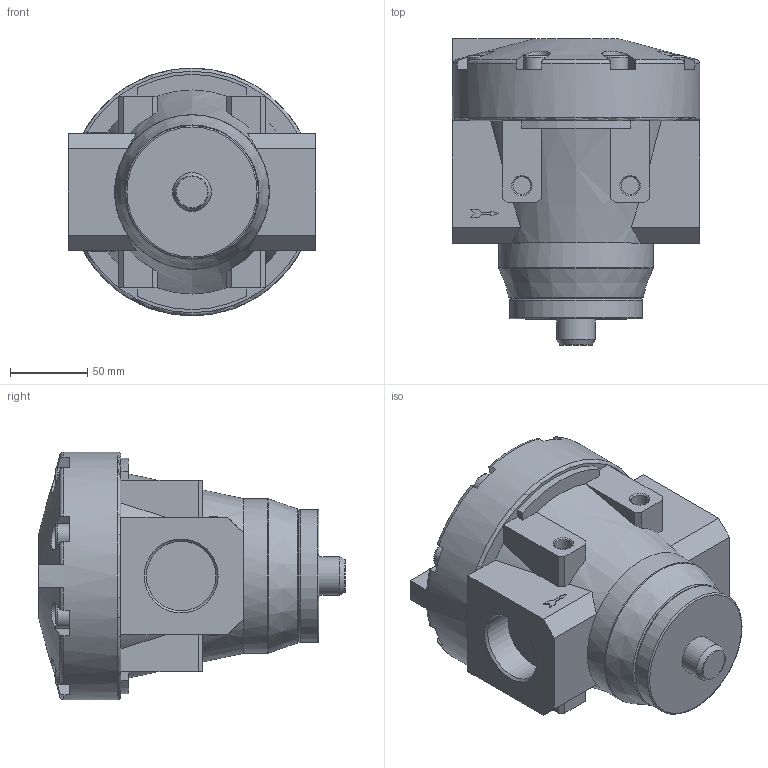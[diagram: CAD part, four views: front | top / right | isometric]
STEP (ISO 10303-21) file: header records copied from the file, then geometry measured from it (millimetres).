
FILE_DESCRIPTION( ( 'STEP AP214' ), ' ' );
FILE_NAME( '9.1587.00.100.0V.stp', '2017-01-20T15:45:02', ( '' ), ( '' ), ' ', 'PARTsolutions', ' ' );
FILE_SCHEMA( ( 'AUTOMOTIVE_DESIGN { 1 0 10303 214 1 1 1 1 }' ) );
Length unit declared in the file: millimetre
Products named in the file (2): 9.1587.00.100.0V; _637.306(00)-1
Assembly tree (1 placements, depth 2):
  9.1587.00.100.0V
    _637.306(00)-1
Bounding box: 160 x 198 x 160 mm (x, y, z)
Volume: 2422474.5 mm3; surface area: 131253.3 mm2
Topology: 1 solids, 1 shells, 264 faces, 666 edges, 434 vertices
Faces by surface type: plane 196, cylinder 28, torus 21, cone 19
Full cylindrical faces by diameter (mm): 11.445 x3, 16 x8, 20.3 x1, 25 x1, 44.845 x2, 86 x1, 100 x1, 160 x1
Entity records: 10244 total; most frequent: CARTESIAN_POINT 1982, ORIENTED_EDGE 1226, DIRECTION 1218, EDGE_CURVE 613, VERTEX_POINT 423, LINE 420, VECTOR 420, AXIS2_PLACEMENT_3D 399
